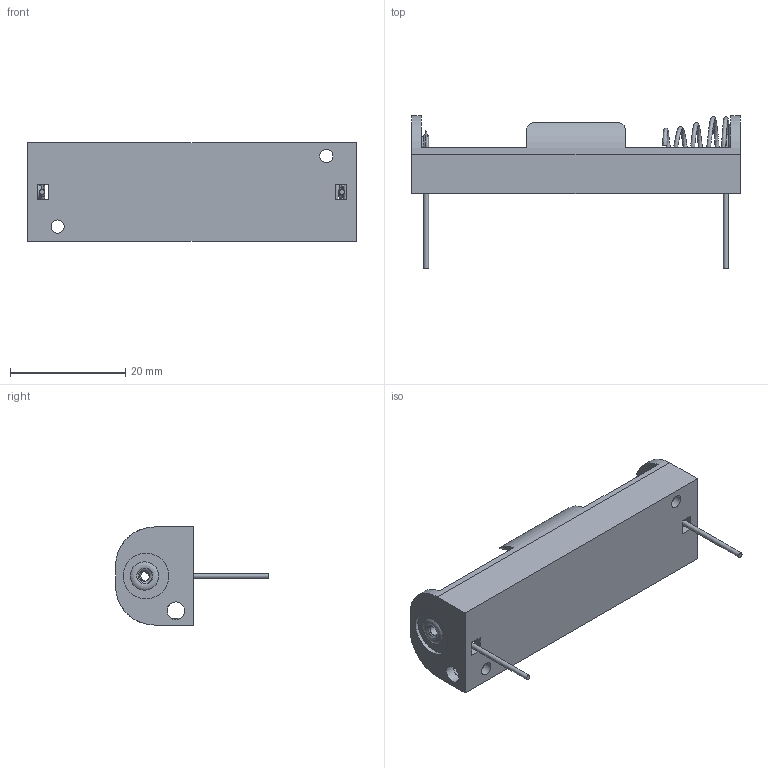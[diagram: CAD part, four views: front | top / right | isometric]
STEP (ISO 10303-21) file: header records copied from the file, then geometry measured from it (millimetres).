
FILE_DESCRIPTION (( 'STEP AP214' ), '1' );
FILE_NAME ('2460.STEP', '2024-05-07T15:15:27', ( '' ), ( '' ), 'SwSTEP 2.0', 'SolidWorks 2013', '' );
FILE_SCHEMA (( 'AUTOMOTIVE_DESIGN' ));
Length unit declared in the file: inch
Products named in the file (1): 2460
Bounding box: 57 x 26.5 x 17 mm (x, y, z)
Volume: 2849.6 mm3; surface area: 5326.1 mm2
Topology: 6 solids, 6 shells, 632 faces, 1674 edges, 1111 vertices
Faces by surface type: plane 448, bspline 151, cylinder 25, torus 8
Full cylindrical faces by diameter (mm): 0.864 x2, 1.778 x2, 2.3 x2, 2.667 x4, 3.048 x2, 7.925 x2
Entity records: 37176 total; most frequent: CARTESIAN_POINT 14224, ORIENTED_EDGE 3292, DIRECTION 2374, EDGE_CURVE 1646, LINE 1270, VECTOR 1270, VERTEX_POINT 1108, EDGE_LOOP 734
